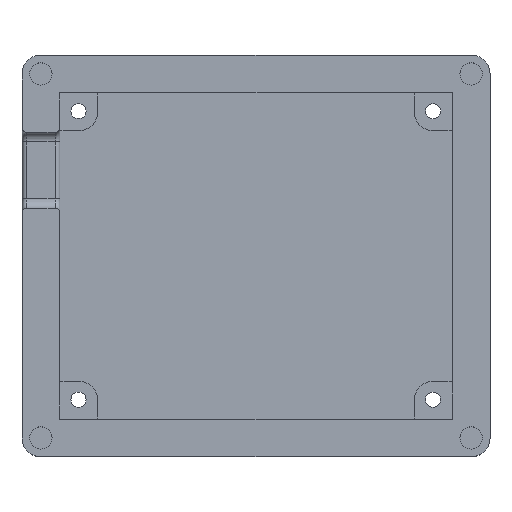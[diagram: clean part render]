
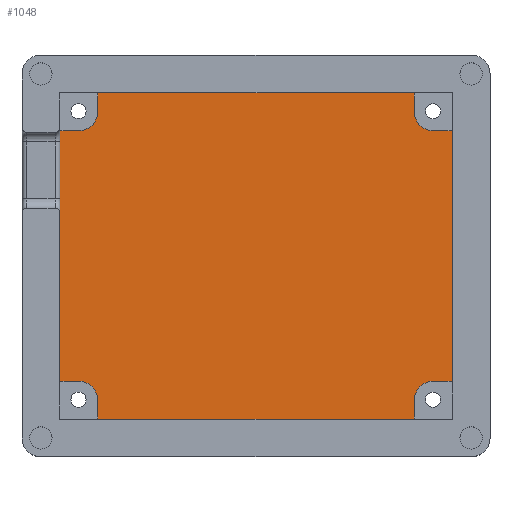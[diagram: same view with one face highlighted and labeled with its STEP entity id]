
A CAD part, top view. The second image highlights one B-rep face of the part: STEP entity #1048.
In plain terms, the highlighted planar face has unit normal (0, 0, 1).
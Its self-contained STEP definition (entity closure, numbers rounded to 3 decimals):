
#44=PLANE('',#1158);
#98=FACE_OUTER_BOUND('',#162,.T.);
#162=EDGE_LOOP('',(#853,#854,#855,#856,#857,#858,#859,#860,#861,#862,#863,
#864,#865,#866,#867,#868));
#208=LINE('',#1592,#304);
#243=LINE('',#1706,#339);
#247=LINE('',#1715,#343);
#253=LINE('',#1732,#349);
#258=LINE('',#1741,#354);
#259=LINE('',#1743,#355);
#260=LINE('',#1746,#356);
#261=LINE('',#1748,#357);
#262=LINE('',#1752,#358);
#263=LINE('',#1754,#359);
#264=LINE('',#1756,#360);
#265=LINE('',#1759,#361);
#304=VECTOR('',#1253,10.);
#339=VECTOR('',#1372,10.);
#343=VECTOR('',#1378,10.);
#349=VECTOR('',#1396,10.);
#354=VECTOR('',#1403,10.);
#355=VECTOR('',#1404,10.);
#356=VECTOR('',#1407,10.);
#357=VECTOR('',#1408,10.);
#358=VECTOR('',#1411,10.);
#359=VECTOR('',#1412,10.);
#360=VECTOR('',#1413,10.);
#361=VECTOR('',#1416,10.);
#423=CIRCLE('',#1153,4.);
#426=CIRCLE('',#1159,4.);
#427=CIRCLE('',#1160,4.);
#428=CIRCLE('',#1161,4.);
#461=VERTEX_POINT('',#1589);
#462=VERTEX_POINT('',#1591);
#498=VERTEX_POINT('',#1704);
#499=VERTEX_POINT('',#1705);
#502=VERTEX_POINT('',#1713);
#503=VERTEX_POINT('',#1714);
#508=VERTEX_POINT('',#1731);
#511=VERTEX_POINT('',#1740);
#512=VERTEX_POINT('',#1742);
#513=VERTEX_POINT('',#1744);
#514=VERTEX_POINT('',#1747);
#515=VERTEX_POINT('',#1749);
#516=VERTEX_POINT('',#1751);
#517=VERTEX_POINT('',#1753);
#518=VERTEX_POINT('',#1755);
#519=VERTEX_POINT('',#1757);
#564=EDGE_CURVE('',#462,#461,#208,.T.);
#621=EDGE_CURVE('',#498,#499,#243,.T.);
#625=EDGE_CURVE('',#502,#503,#247,.T.);
#629=EDGE_CURVE('',#503,#498,#423,.T.);
#634=EDGE_CURVE('',#508,#502,#253,.T.);
#639=EDGE_CURVE('',#499,#511,#258,.T.);
#640=EDGE_CURVE('',#511,#512,#259,.T.);
#641=EDGE_CURVE('',#512,#513,#426,.T.);
#642=EDGE_CURVE('',#513,#462,#260,.T.);
#643=EDGE_CURVE('',#461,#514,#261,.T.);
#644=EDGE_CURVE('',#514,#515,#427,.T.);
#645=EDGE_CURVE('',#515,#516,#262,.T.);
#646=EDGE_CURVE('',#516,#517,#263,.T.);
#647=EDGE_CURVE('',#517,#518,#264,.T.);
#648=EDGE_CURVE('',#518,#519,#428,.T.);
#649=EDGE_CURVE('',#519,#508,#265,.T.);
#853=ORIENTED_EDGE('',*,*,#625,.T.);
#854=ORIENTED_EDGE('',*,*,#629,.T.);
#855=ORIENTED_EDGE('',*,*,#621,.T.);
#856=ORIENTED_EDGE('',*,*,#639,.T.);
#857=ORIENTED_EDGE('',*,*,#640,.T.);
#858=ORIENTED_EDGE('',*,*,#641,.T.);
#859=ORIENTED_EDGE('',*,*,#642,.T.);
#860=ORIENTED_EDGE('',*,*,#564,.T.);
#861=ORIENTED_EDGE('',*,*,#643,.T.);
#862=ORIENTED_EDGE('',*,*,#644,.T.);
#863=ORIENTED_EDGE('',*,*,#645,.T.);
#864=ORIENTED_EDGE('',*,*,#646,.T.);
#865=ORIENTED_EDGE('',*,*,#647,.T.);
#866=ORIENTED_EDGE('',*,*,#648,.T.);
#867=ORIENTED_EDGE('',*,*,#649,.T.);
#868=ORIENTED_EDGE('',*,*,#634,.T.);
#1048=ADVANCED_FACE('',(#98),#44,.T.);
#1153=AXIS2_PLACEMENT_3D('',#1722,#1384,#1385);
#1158=AXIS2_PLACEMENT_3D('',#1739,#1401,#1402);
#1159=AXIS2_PLACEMENT_3D('',#1745,#1405,#1406);
#1160=AXIS2_PLACEMENT_3D('',#1750,#1409,#1410);
#1161=AXIS2_PLACEMENT_3D('',#1758,#1414,#1415);
#1253=DIRECTION('',(0.,-1.,0.));
#1372=DIRECTION('',(0.,1.,0.));
#1378=DIRECTION('',(-1.,0.,0.));
#1384=DIRECTION('center_axis',(0.,0.,-1.));
#1385=DIRECTION('ref_axis',(-1.,0.,0.));
#1396=DIRECTION('',(0.,1.,0.));
#1401=DIRECTION('center_axis',(0.,0.,1.));
#1402=DIRECTION('ref_axis',(1.,0.,0.));
#1403=DIRECTION('',(-1.,0.,0.));
#1404=DIRECTION('',(0.,-1.,0.));
#1405=DIRECTION('center_axis',(0.,0.,-1.));
#1406=DIRECTION('ref_axis',(0.,-1.,0.));
#1407=DIRECTION('',(-1.,0.,0.));
#1408=DIRECTION('',(1.,0.,0.));
#1409=DIRECTION('center_axis',(0.,0.,-1.));
#1410=DIRECTION('ref_axis',(1.,0.,0.));
#1411=DIRECTION('',(0.,-1.,0.));
#1412=DIRECTION('',(1.,0.,0.));
#1413=DIRECTION('',(0.,1.,0.));
#1414=DIRECTION('center_axis',(0.,0.,-1.));
#1415=DIRECTION('ref_axis',(0.,1.,0.));
#1416=DIRECTION('',(1.,0.,0.));
#1589=CARTESIAN_POINT('',(1.,-13.988,3.));
#1591=CARTESIAN_POINT('',(1.,39.012,3.));
#1592=CARTESIAN_POINT('',(1.,-4.738,3.));
#1704=CARTESIAN_POINT('',(76.,43.012,3.));
#1705=CARTESIAN_POINT('',(76.,47.012,3.));
#1706=CARTESIAN_POINT('',(76.,29.762,3.));
#1713=CARTESIAN_POINT('',(84.,39.012,3.));
#1714=CARTESIAN_POINT('',(80.,39.012,3.));
#1715=CARTESIAN_POINT('',(61.25,39.012,3.));
#1722=CARTESIAN_POINT('Origin',(80.,43.012,3.));
#1731=CARTESIAN_POINT('',(84.,-13.988,3.));
#1732=CARTESIAN_POINT('',(84.,29.762,3.));
#1739=CARTESIAN_POINT('Origin',(42.5,12.512,3.));
#1740=CARTESIAN_POINT('',(9.,47.012,3.));
#1741=CARTESIAN_POINT('',(21.75,47.012,3.));
#1742=CARTESIAN_POINT('',(9.,43.012,3.));
#1743=CARTESIAN_POINT('',(9.,27.762,3.));
#1744=CARTESIAN_POINT('',(5.,39.012,3.));
#1745=CARTESIAN_POINT('Origin',(5.,43.012,3.));
#1746=CARTESIAN_POINT('',(21.75,39.012,3.));
#1747=CARTESIAN_POINT('',(5.,-13.988,3.));
#1748=CARTESIAN_POINT('',(23.75,-13.988,3.));
#1749=CARTESIAN_POINT('',(9.,-17.988,3.));
#1750=CARTESIAN_POINT('Origin',(5.,-17.988,3.));
#1751=CARTESIAN_POINT('',(9.,-21.988,3.));
#1752=CARTESIAN_POINT('',(9.,-4.738,3.));
#1753=CARTESIAN_POINT('',(76.,-21.988,3.));
#1754=CARTESIAN_POINT('',(63.25,-21.988,3.));
#1755=CARTESIAN_POINT('',(76.,-17.988,3.));
#1756=CARTESIAN_POINT('',(76.,-2.738,3.));
#1757=CARTESIAN_POINT('',(80.,-13.988,3.));
#1758=CARTESIAN_POINT('Origin',(80.,-17.988,3.));
#1759=CARTESIAN_POINT('',(63.25,-13.988,3.));
